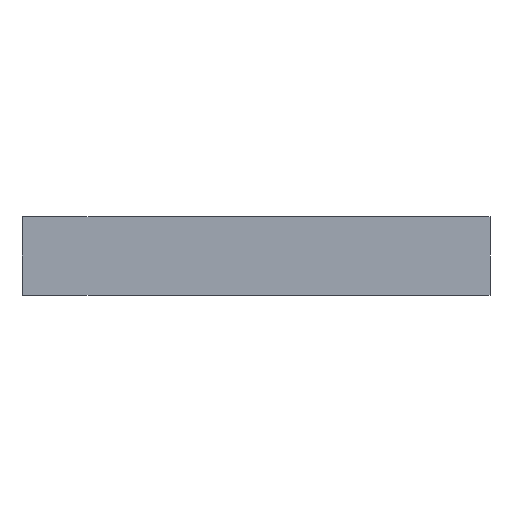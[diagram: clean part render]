
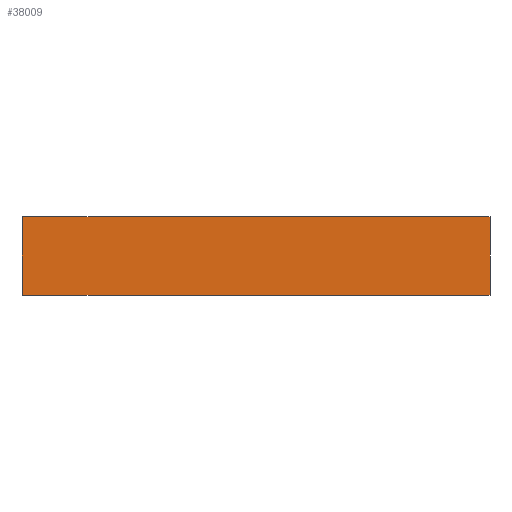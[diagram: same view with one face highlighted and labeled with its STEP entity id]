
A CAD part, front view. The second image highlights one B-rep face of the part: STEP entity #38009.
In plain terms, the highlighted planar face has unit normal (0, -1, 0).
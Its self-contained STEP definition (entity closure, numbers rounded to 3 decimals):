
#35416 = PLANE('',#35417);
#35417 = AXIS2_PLACEMENT_3D('',#35418,#35419,#35420);
#35418 = CARTESIAN_POINT('',(0.,0.,-1.6
    ));
#35419 = DIRECTION('',(0.,0.,-1.));
#35420 = DIRECTION('',(-1.,0.,0.));
#35556 = PLANE('',#35557);
#35557 = AXIS2_PLACEMENT_3D('',#35558,#35559,#35560);
#35558 = CARTESIAN_POINT('',(0.,0.,1.6)
  );
#35559 = DIRECTION('',(0.,0.,1.));
#35560 = DIRECTION('',(0.,1.,0.));
#36462 = EDGE_CURVE('',#36463,#36465,#36467,.T.);
#36463 = VERTEX_POINT('',#36464);
#36464 = CARTESIAN_POINT('',(-9.5,-82.5,-1.6));
#36465 = VERTEX_POINT('',#36466);
#36466 = CARTESIAN_POINT('',(9.5,-82.5,-1.6));
#36467 = SURFACE_CURVE('',#36468,(#36472,#36479),.PCURVE_S1.);
#36468 = LINE('',#36469,#36470);
#36469 = CARTESIAN_POINT('',(-9.5,-82.5,-1.6));
#36470 = VECTOR('',#36471,1.);
#36471 = DIRECTION('',(1.,-0.,0.));
#36472 = PCURVE('',#35416,#36473);
#36473 = DEFINITIONAL_REPRESENTATION('',(#36474),#36478);
#36474 = LINE('',#36475,#36476);
#36475 = CARTESIAN_POINT('',(9.5,-82.5));
#36476 = VECTOR('',#36477,1.);
#36477 = DIRECTION('',(-1.,0.));
#36478 = ( GEOMETRIC_REPRESENTATION_CONTEXT(2) 
PARAMETRIC_REPRESENTATION_CONTEXT() REPRESENTATION_CONTEXT('2D SPACE',''
  ) );
#36479 = PCURVE('',#36480,#36485);
#36480 = PLANE('',#36481);
#36481 = AXIS2_PLACEMENT_3D('',#36482,#36483,#36484);
#36482 = CARTESIAN_POINT('',(0.,-82.5,0.));
#36483 = DIRECTION('',(0.,-1.,0.));
#36484 = DIRECTION('',(0.,0.,-1.));
#36485 = DEFINITIONAL_REPRESENTATION('',(#36486),#36490);
#36486 = LINE('',#36487,#36488);
#36487 = CARTESIAN_POINT('',(1.6,-9.5));
#36488 = VECTOR('',#36489,1.);
#36489 = DIRECTION('',(0.,1.));
#36490 = ( GEOMETRIC_REPRESENTATION_CONTEXT(2) 
PARAMETRIC_REPRESENTATION_CONTEXT() REPRESENTATION_CONTEXT('2D SPACE',''
  ) );
#36508 = PLANE('',#36509);
#36509 = AXIS2_PLACEMENT_3D('',#36510,#36511,#36512);
#36510 = CARTESIAN_POINT('',(-9.5,-70.,0.));
#36511 = DIRECTION('',(-1.,0.,0.));
#36512 = DIRECTION('',(0.,0.,-1.));
#36767 = PLANE('',#36768);
#36768 = AXIS2_PLACEMENT_3D('',#36769,#36770,#36771);
#36769 = CARTESIAN_POINT('',(9.5,-70.,0.));
#36770 = DIRECTION('',(1.,0.,0.));
#36771 = DIRECTION('',(0.,0.,1.));
#36947 = EDGE_CURVE('',#36948,#36950,#36952,.T.);
#36948 = VERTEX_POINT('',#36949);
#36949 = CARTESIAN_POINT('',(9.5,-82.5,1.6));
#36950 = VERTEX_POINT('',#36951);
#36951 = CARTESIAN_POINT('',(-9.5,-82.5,1.6));
#36952 = SURFACE_CURVE('',#36953,(#36957,#36964),.PCURVE_S1.);
#36953 = LINE('',#36954,#36955);
#36954 = CARTESIAN_POINT('',(9.5,-82.5,1.6));
#36955 = VECTOR('',#36956,1.);
#36956 = DIRECTION('',(-1.,0.,0.));
#36957 = PCURVE('',#35556,#36958);
#36958 = DEFINITIONAL_REPRESENTATION('',(#36959),#36963);
#36959 = LINE('',#36960,#36961);
#36960 = CARTESIAN_POINT('',(-82.5,-9.5));
#36961 = VECTOR('',#36962,1.);
#36962 = DIRECTION('',(0.,1.));
#36963 = ( GEOMETRIC_REPRESENTATION_CONTEXT(2) 
PARAMETRIC_REPRESENTATION_CONTEXT() REPRESENTATION_CONTEXT('2D SPACE',''
  ) );
#36964 = PCURVE('',#36480,#36965);
#36965 = DEFINITIONAL_REPRESENTATION('',(#36966),#36970);
#36966 = LINE('',#36967,#36968);
#36967 = CARTESIAN_POINT('',(-1.6,9.5));
#36968 = VECTOR('',#36969,1.);
#36969 = DIRECTION('',(0.,-1.));
#36970 = ( GEOMETRIC_REPRESENTATION_CONTEXT(2) 
PARAMETRIC_REPRESENTATION_CONTEXT() REPRESENTATION_CONTEXT('2D SPACE',''
  ) );
#38009 = ADVANCED_FACE('',(#38010),#36480,.T.);
#38010 = FACE_BOUND('',#38011,.T.);
#38011 = EDGE_LOOP('',(#38012,#38013,#38034,#38035));
#38012 = ORIENTED_EDGE('',*,*,#36462,.T.);
#38013 = ORIENTED_EDGE('',*,*,#38014,.F.);
#38014 = EDGE_CURVE('',#36948,#36465,#38015,.T.);
#38015 = SURFACE_CURVE('',#38016,(#38020,#38027),.PCURVE_S1.);
#38016 = LINE('',#38017,#38018);
#38017 = CARTESIAN_POINT('',(9.5,-82.5,1.6));
#38018 = VECTOR('',#38019,1.);
#38019 = DIRECTION('',(0.,0.,-1.));
#38020 = PCURVE('',#36480,#38021);
#38021 = DEFINITIONAL_REPRESENTATION('',(#38022),#38026);
#38022 = LINE('',#38023,#38024);
#38023 = CARTESIAN_POINT('',(-1.6,9.5));
#38024 = VECTOR('',#38025,1.);
#38025 = DIRECTION('',(1.,0.));
#38026 = ( GEOMETRIC_REPRESENTATION_CONTEXT(2) 
PARAMETRIC_REPRESENTATION_CONTEXT() REPRESENTATION_CONTEXT('2D SPACE',''
  ) );
#38027 = PCURVE('',#36767,#38028);
#38028 = DEFINITIONAL_REPRESENTATION('',(#38029),#38033);
#38029 = LINE('',#38030,#38031);
#38030 = CARTESIAN_POINT('',(1.6,12.5));
#38031 = VECTOR('',#38032,1.);
#38032 = DIRECTION('',(-1.,0.));
#38033 = ( GEOMETRIC_REPRESENTATION_CONTEXT(2) 
PARAMETRIC_REPRESENTATION_CONTEXT() REPRESENTATION_CONTEXT('2D SPACE',''
  ) );
#38034 = ORIENTED_EDGE('',*,*,#36947,.T.);
#38035 = ORIENTED_EDGE('',*,*,#38036,.T.);
#38036 = EDGE_CURVE('',#36950,#36463,#38037,.T.);
#38037 = SURFACE_CURVE('',#38038,(#38042,#38049),.PCURVE_S1.);
#38038 = LINE('',#38039,#38040);
#38039 = CARTESIAN_POINT('',(-9.5,-82.5,1.6));
#38040 = VECTOR('',#38041,1.);
#38041 = DIRECTION('',(0.,0.,-1.));
#38042 = PCURVE('',#36480,#38043);
#38043 = DEFINITIONAL_REPRESENTATION('',(#38044),#38048);
#38044 = LINE('',#38045,#38046);
#38045 = CARTESIAN_POINT('',(-1.6,-9.5));
#38046 = VECTOR('',#38047,1.);
#38047 = DIRECTION('',(1.,0.));
#38048 = ( GEOMETRIC_REPRESENTATION_CONTEXT(2) 
PARAMETRIC_REPRESENTATION_CONTEXT() REPRESENTATION_CONTEXT('2D SPACE',''
  ) );
#38049 = PCURVE('',#36508,#38050);
#38050 = DEFINITIONAL_REPRESENTATION('',(#38051),#38055);
#38051 = LINE('',#38052,#38053);
#38052 = CARTESIAN_POINT('',(-1.6,12.5));
#38053 = VECTOR('',#38054,1.);
#38054 = DIRECTION('',(1.,0.));
#38055 = ( GEOMETRIC_REPRESENTATION_CONTEXT(2) 
PARAMETRIC_REPRESENTATION_CONTEXT() REPRESENTATION_CONTEXT('2D SPACE',''
  ) );
